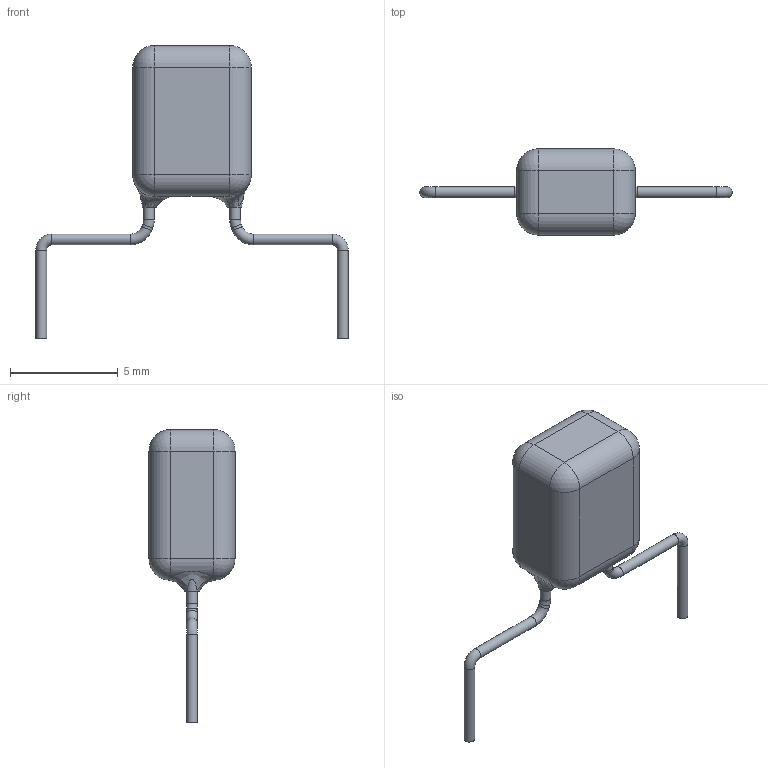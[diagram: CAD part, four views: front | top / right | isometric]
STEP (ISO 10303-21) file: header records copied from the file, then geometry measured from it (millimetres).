
FILE_DESCRIPTION(/* description */ (''),/* implementation_level */ '2;1');
FILE_NAME(/* name */ 'CAPRR1400-400X550X1000.stp',/* time_stamp */ '2017-02-07T09:23:53+01:00',/* author */ ('jchouvet'),/* organization */ (''),/* preprocessor_version */ 'ST-DEVELOPER v16.1',/* originating_system */ 'AutoCAD Mechanical',/* authorisation */ '');
FILE_SCHEMA (('AUTOMOTIVE_DESIGN { 1 0 10303 214 3 1 1 }'));
Length unit declared in the file: millimetre
Products named in the file (1): Product
Bounding box: 14.5 x 4 x 13.6 mm (x, y, z)
Volume: 146.7 mm3; surface area: 186.3 mm2
Topology: 3 solids, 3 shells, 64 faces, 130 edges, 72 vertices
Faces by surface type: cylinder 20, bspline 14, plane 12, torus 8, sphere 8, cone 2
Full cylindrical faces by diameter (mm): 0.5 x8
Entity records: 2003 total; most frequent: CARTESIAN_POINT 771, DIRECTION 248, ORIENTED_EDGE 224, AXIS2_PLACEMENT_3D 113, EDGE_CURVE 112, EDGE_LOOP 78, VERTEX_POINT 68, FACE_OUTER_BOUND 64
